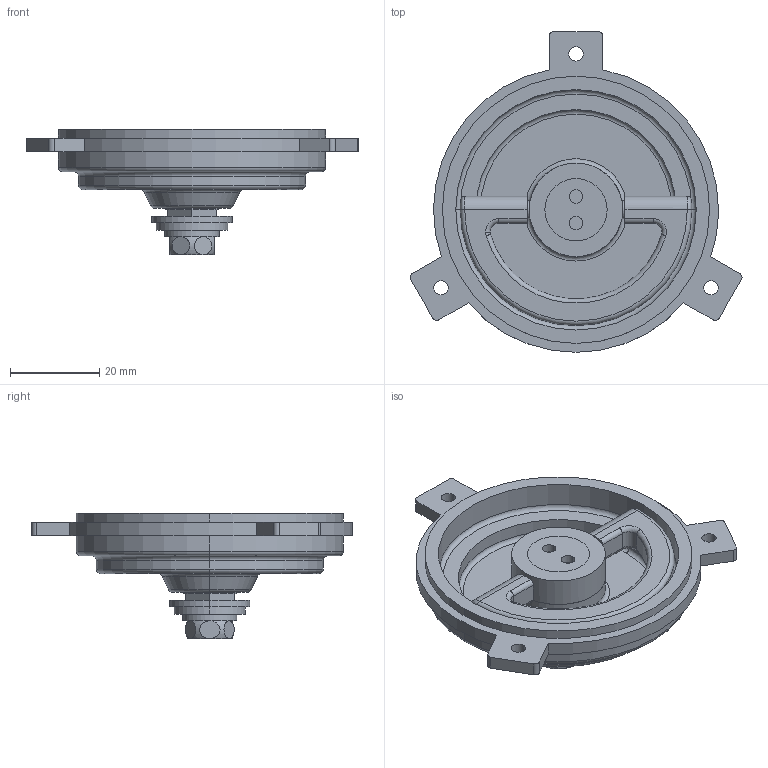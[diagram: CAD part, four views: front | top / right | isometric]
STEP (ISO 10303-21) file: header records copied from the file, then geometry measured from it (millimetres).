
FILE_DESCRIPTION (( 'STEP AP203' ), '1' );
FILE_NAME ('sone3D.STEP', '2013-07-31T02:38:51', ( '' ), ( '' ), 'SwSTEP 2.0', 'SolidWorks 2012', '' );
FILE_SCHEMA (( 'CONFIG_CONTROL_DESIGN' ));
Length unit declared in the file: millimetre
Products named in the file (10): sone3D; 廫帤寠晅偒榋妏儃儖僩M6乮僙儉僗乯; 暯儚僢僔儍乕M6暲娵_M6-冇16亊冇6.3亊t1.6; スプリングワッシャーM6_JIS B 1251 No.2 6; 廫帤寠晅偒榋妏儃儖僩M6_M6亊12; A-55スペーサー_; A-55-1ローター_; A-55-1取手_; A-55-1シャフト_; A-55-1本体_
Assembly tree (9 placements, depth 3):
  sone3D
    A-55-1本体_
    A-55-1シャフト_
    A-55-1取手_
    A-55-1ローター_
    A-55スペーサー_
    廫帤寠晅偒榋妏儃儖僩M6乮僙儉僗乯
      廫帤寠晅偒榋妏儃儖僩M6_M6亊12
      スプリングワッシャーM6_JIS B 1251 No.2 6
      暯儚僢僔儍乕M6暲娵_M6-冇16亊冇6.3亊t1.6
Bounding box: 74.55 x 72 x 28.1 mm (x, y, z)
Volume: 24958.4 mm3; surface area: 18378.7 mm2
Topology: 8 solids, 8 shells, 224 faces, 491 edges, 308 vertices
Faces by surface type: cylinder 96, plane 88, torus 32, cone 4, bspline 4
Entity records: 7909 total; most frequent: CARTESIAN_POINT 1728, DIRECTION 1187, ORIENTED_EDGE 982, EDGE_CURVE 491, AXIS2_PLACEMENT_3D 487, VERTEX_POINT 308, EDGE_LOOP 261, CIRCLE 254
